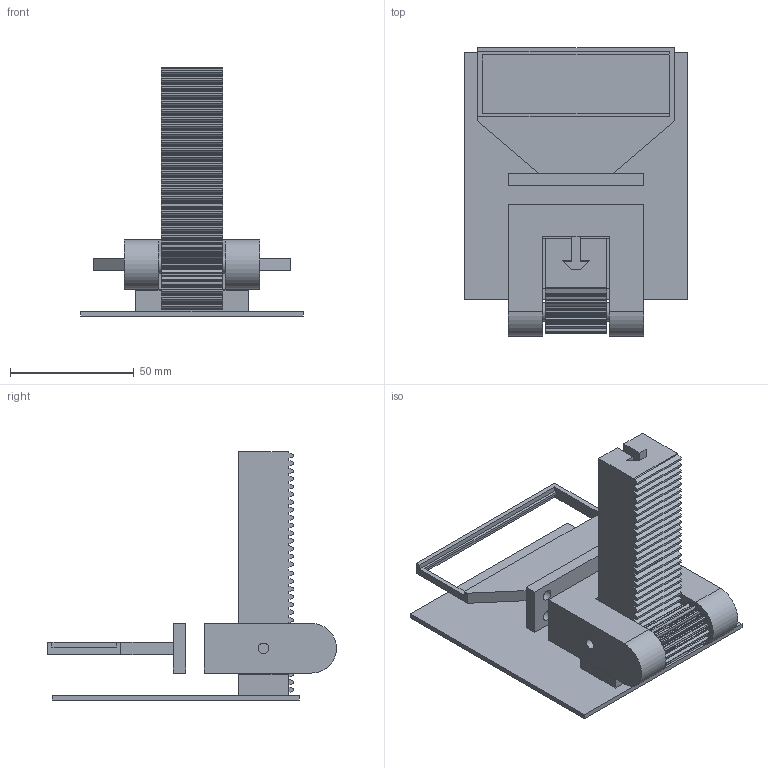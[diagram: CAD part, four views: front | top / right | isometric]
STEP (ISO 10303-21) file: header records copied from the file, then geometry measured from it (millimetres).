
FILE_DESCRIPTION(/* description */ (''),/* implementation_level */ '2;1');
FILE_NAME(/* name */ 'Stand v1 assembled.step',/* time_stamp */ '2024-05-28T21:06:21+01:00',/* author */ (''),/* organization */ (''),/* preprocessor_version */ 'ST-DEVELOPER v20',/* originating_system */ 'Autodesk Translation Framework v12.20.1.177',/* authorisation */ '');
FILE_SCHEMA (('AUTOMOTIVE_DESIGN { 1 0 10303 214 3 1 1 }'));
Length unit declared in the file: millimetre
Products named in the file (10): Stand; Rack Gear (16 teeth); Spur Gear (16 teeth); Component3; Spur to Rack Connector (2); Spur to Rack Connector Left; Specimen Holder Universal Connector; Camera Holder; Base Plate Dimensions; Specimen_slide_holder
Assembly tree (9 placements, depth 2):
  Stand
    Rack Gear (16 teeth)
    Spur Gear (16 teeth)
    Component3
    Spur to Rack Connector (2)
    Spur to Rack Connector Left
    Specimen Holder Universal Connector
    Camera Holder
    Base Plate Dimensions
    Specimen_slide_holder
Bounding box: 90 x 116.92 x 100.54 mm (x, y, z)
Volume: 120959.6 mm3; surface area: 62242.8 mm2
Topology: 6 solids, 6 shells, 794 faces, 2317 edges, 1550 vertices
Faces by surface type: plane 325, cylinder 277, bspline 192
Full cylindrical faces by diameter (mm): 4 x6, 4.3 x11, 7.5 x2, 8 x2
Entity records: 29368 total; most frequent: CARTESIAN_POINT 8775, ORIENTED_EDGE 4634, DIRECTION 3717, EDGE_CURVE 2317, VERTEX_POINT 1550, LINE 1357, VECTOR 1357, AXIS2_PLACEMENT_3D 1180
